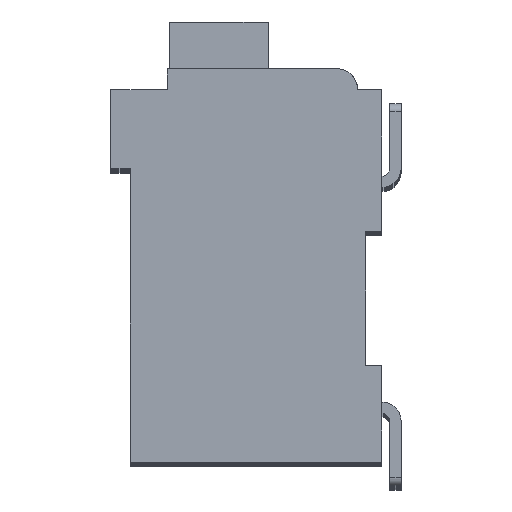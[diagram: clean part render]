
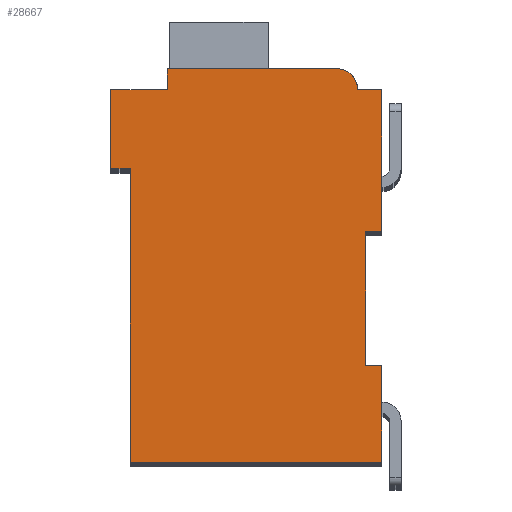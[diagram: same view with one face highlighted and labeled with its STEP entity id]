
A CAD part, top view. The second image highlights one B-rep face of the part: STEP entity #28667.
In plain terms, the highlighted planar face has unit normal (0, 0, 1).
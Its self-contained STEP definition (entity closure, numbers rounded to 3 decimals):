
#5136=DIRECTION('',(1.,0.,0.));
#5137=VECTOR('',#5136,0.5);
#5138=CARTESIAN_POINT('',(7.3,7.15,2.1));
#5139=LINE('',#5138,#5137);
#5140=DIRECTION('',(0.,1.,0.));
#5141=VECTOR('',#5140,4.15);
#5142=CARTESIAN_POINT('',(7.3,3.,2.1));
#5143=LINE('',#5142,#5141);
#5144=DIRECTION('',(-1.,0.,0.));
#5145=VECTOR('',#5144,0.5);
#5146=CARTESIAN_POINT('',(7.8,3.,2.1));
#5147=LINE('',#5146,#5145);
#5148=DIRECTION('',(0.,1.,0.));
#5149=VECTOR('',#5148,3.);
#5150=CARTESIAN_POINT('',(7.8,0.,2.1));
#5151=LINE('',#5150,#5149);
#5152=DIRECTION('',(1.,0.,0.));
#5153=VECTOR('',#5152,7.8);
#5154=CARTESIAN_POINT('',(0.,0.,2.1));
#5155=LINE('',#5154,#5153);
#5156=DIRECTION('',(0.,-1.,0.));
#5157=VECTOR('',#5156,9.1);
#5158=CARTESIAN_POINT('',(0.,9.1,2.1));
#5159=LINE('',#5158,#5157);
#5160=DIRECTION('',(1.,0.,0.));
#5161=VECTOR('',#5160,0.6);
#5162=CARTESIAN_POINT('',(-0.6,9.1,2.1));
#5163=LINE('',#5162,#5161);
#5164=DIRECTION('',(0.,-1.,0.));
#5165=VECTOR('',#5164,2.45);
#5166=CARTESIAN_POINT('',(-0.6,11.55,2.1));
#5167=LINE('',#5166,#5165);
#5168=DIRECTION('',(-1.,0.,0.));
#5169=VECTOR('',#5168,1.75);
#5170=CARTESIAN_POINT('',(1.15,11.55,2.1));
#5171=LINE('',#5170,#5169);
#5172=DIRECTION('',(0.,-1.,0.));
#5173=VECTOR('',#5172,0.65);
#5174=CARTESIAN_POINT('',(1.15,12.2,2.1));
#5175=LINE('',#5174,#5173);
#5176=DIRECTION('',(-1.,0.,0.));
#5177=VECTOR('',#5176,5.25);
#5178=CARTESIAN_POINT('',(6.4,12.2,2.1));
#5179=LINE('',#5178,#5177);
#5180=CARTESIAN_POINT('',(6.4,11.55,2.1));
#5181=DIRECTION('',(0.,0.,1.));
#5182=DIRECTION('',(1.,0.,0.));
#5183=AXIS2_PLACEMENT_3D('',#5180,#5181,#5182);
#5185=DIRECTION('',(-1.,0.,0.));
#5186=VECTOR('',#5185,0.75);
#5187=CARTESIAN_POINT('',(7.8,11.55,2.1));
#5188=LINE('',#5187,#5186);
#5189=DIRECTION('',(0.,1.,0.));
#5190=VECTOR('',#5189,4.4);
#5191=CARTESIAN_POINT('',(7.8,7.15,2.1));
#5192=LINE('',#5191,#5190);
#18691=CARTESIAN_POINT('',(7.3,7.15,2.1));
#18692=CARTESIAN_POINT('',(7.8,7.15,2.1));
#18693=VERTEX_POINT('',#18691);
#18694=VERTEX_POINT('',#18692);
#18695=CARTESIAN_POINT('',(7.8,11.55,2.1));
#18696=VERTEX_POINT('',#18695);
#18697=CARTESIAN_POINT('',(7.05,11.55,2.1));
#18698=VERTEX_POINT('',#18697);
#18699=CARTESIAN_POINT('',(6.4,12.2,2.1));
#18700=VERTEX_POINT('',#18699);
#18701=CARTESIAN_POINT('',(1.15,12.2,2.1));
#18702=VERTEX_POINT('',#18701);
#18703=CARTESIAN_POINT('',(1.15,11.55,2.1));
#18704=VERTEX_POINT('',#18703);
#18705=CARTESIAN_POINT('',(-0.6,11.55,2.1));
#18706=VERTEX_POINT('',#18705);
#18707=CARTESIAN_POINT('',(-0.6,9.1,2.1));
#18708=VERTEX_POINT('',#18707);
#18709=CARTESIAN_POINT('',(0.,9.1,2.1));
#18710=VERTEX_POINT('',#18709);
#18711=CARTESIAN_POINT('',(0.,0.,2.1));
#18712=VERTEX_POINT('',#18711);
#18713=CARTESIAN_POINT('',(7.8,0.,2.1));
#18714=VERTEX_POINT('',#18713);
#18715=CARTESIAN_POINT('',(7.8,3.,2.1));
#18716=VERTEX_POINT('',#18715);
#18717=CARTESIAN_POINT('',(7.3,3.,2.1));
#18718=VERTEX_POINT('',#18717);
#28643=CARTESIAN_POINT('',(0.,0.,2.1));
#28644=DIRECTION('',(0.,0.,1.));
#28645=DIRECTION('',(1.,0.,0.));
#28646=AXIS2_PLACEMENT_3D('',#28643,#28644,#28645);
#28647=PLANE('',#28646);
#28648=ORIENTED_EDGE('',*,*,#24524,.F.);
#28649=ORIENTED_EDGE('',*,*,#25447,.F.);
#28651=ORIENTED_EDGE('',*,*,#28650,.F.);
#28653=ORIENTED_EDGE('',*,*,#28652,.F.);
#28655=ORIENTED_EDGE('',*,*,#28654,.F.);
#28656=ORIENTED_EDGE('',*,*,#26174,.F.);
#28657=ORIENTED_EDGE('',*,*,#26358,.F.);
#28658=ORIENTED_EDGE('',*,*,#26692,.F.);
#28659=ORIENTED_EDGE('',*,*,#27031,.F.);
#28660=ORIENTED_EDGE('',*,*,#27100,.F.);
#28661=ORIENTED_EDGE('',*,*,#27590,.F.);
#28662=ORIENTED_EDGE('',*,*,#28333,.F.);
#28663=ORIENTED_EDGE('',*,*,#28149,.F.);
#28664=ORIENTED_EDGE('',*,*,#25023,.F.);
#28665=EDGE_LOOP('',(#28648,#28649,#28651,#28653,#28655,#28656,#28657,#28658,
#28659,#28660,#28661,#28662,#28663,#28664));
#28666=FACE_OUTER_BOUND('',#28665,.F.);
#5184=CIRCLE('',#5183,0.65);
#24524=EDGE_CURVE('',#18693,#18694,#5139,.T.);
#25023=EDGE_CURVE('',#18694,#18696,#5192,.T.);
#25447=EDGE_CURVE('',#18718,#18693,#5143,.T.);
#26174=EDGE_CURVE('',#18710,#18712,#5159,.T.);
#26358=EDGE_CURVE('',#18708,#18710,#5163,.T.);
#26692=EDGE_CURVE('',#18706,#18708,#5167,.T.);
#27031=EDGE_CURVE('',#18704,#18706,#5171,.T.);
#27100=EDGE_CURVE('',#18702,#18704,#5175,.T.);
#27590=EDGE_CURVE('',#18700,#18702,#5179,.T.);
#28149=EDGE_CURVE('',#18696,#18698,#5188,.T.);
#28333=EDGE_CURVE('',#18698,#18700,#5184,.T.);
#28650=EDGE_CURVE('',#18716,#18718,#5147,.T.);
#28652=EDGE_CURVE('',#18714,#18716,#5151,.T.);
#28654=EDGE_CURVE('',#18712,#18714,#5155,.T.);
#28667=ADVANCED_FACE('',(#28666),#28647,.T.);
